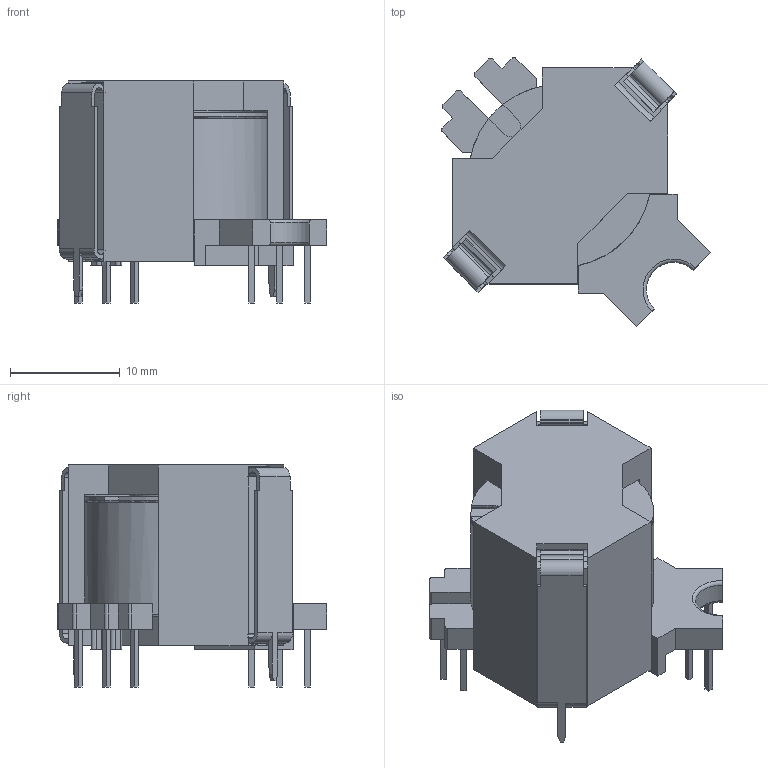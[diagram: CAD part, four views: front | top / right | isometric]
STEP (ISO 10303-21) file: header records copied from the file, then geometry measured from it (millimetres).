
FILE_DESCRIPTION(/* description */ ('Unknown'),/* implementation_level */ '2;1');
FILE_NAME(/* name */ 'T_Wurth_WE-OLSTM-RM8_750318330',/* time_stamp */ '2025-10-20T16:07:03+08:00',/* author */ ('Unknown'),/* organization */ ('Unknown'),/* preprocessor_version */ 'ST-DEVELOPER v19.4',/* originating_system */ 'Solid Edge',/* authorisation */ 'Unknown');
FILE_SCHEMA (('AUTOMOTIVE_DESIGN {1 0 10303 214 3 1 1}'));
Length unit declared in the file: millimetre
Products named in the file (2): T_Wurth_WE-OLSTM-RM8_750318330
Assembly tree (1 placements, depth 2):
  T_Wurth_WE-OLSTM-RM8_750318330
    T_Wurth_WE-OLSTM-RM8_750318330
Bounding box: 24.55 x 24.55 x 20.25 mm (x, y, z)
Volume: 4941 mm3; surface area: 4452.6 mm2
Topology: 2 solids, 2 shells, 241 faces, 680 edges, 447 vertices
Faces by surface type: plane 174, cylinder 63, torus 4
Full cylindrical faces by diameter (mm): 16.7 x1
Entity records: 7830 total; most frequent: CARTESIAN_POINT 1383, ORIENTED_EDGE 1360, DIRECTION 1306, EDGE_CURVE 680, LINE 536, VECTOR 536, VERTEX_POINT 448, AXIS2_PLACEMENT_3D 385
